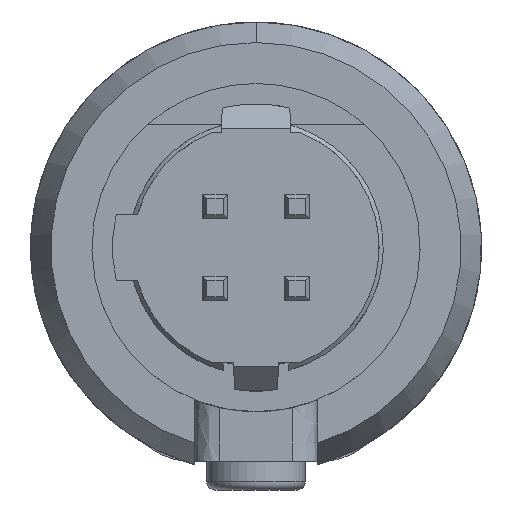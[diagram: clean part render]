
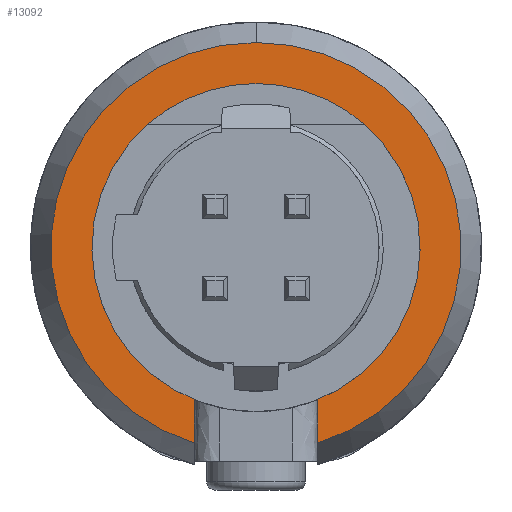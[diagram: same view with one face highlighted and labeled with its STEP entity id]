
A CAD part, front view. The second image highlights one B-rep face of the part: STEP entity #13092.
In plain terms, the highlighted planar face has unit normal (0, -1, 0).
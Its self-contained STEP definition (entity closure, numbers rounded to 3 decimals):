
#410 = CIRCLE ( 'NONE', #12261, 2. ) ;
#446 = AXIS2_PLACEMENT_3D ( 'NONE', #6497, #3752, #2634 ) ;
#546 = CARTESIAN_POINT ( 'NONE',  ( -0.51, 7.7, -1.303 ) ) ;
#591 = VECTOR ( 'NONE', #8940, 1000. ) ;
#1384 = CARTESIAN_POINT ( 'NONE',  ( 0.51, 7.7, -1.956 ) ) ;
#1411 = DIRECTION ( 'NONE',  ( 0., 1., 0. ) ) ;
#1511 = CIRCLE ( 'NONE', #15947, 2.5 ) ;
#1730 = VERTEX_POINT ( 'NONE', #8972 ) ;
#1836 = CARTESIAN_POINT ( 'NONE',  ( 0.75, 7.7, 0.395 ) ) ;
#2376 = CARTESIAN_POINT ( 'NONE',  ( 0., 7.7, 0. ) ) ;
#2388 = CARTESIAN_POINT ( 'NONE',  ( -0.75, 7.7, 0.395 ) ) ;
#2493 = EDGE_CURVE ( 'NONE', #9221, #1730, #12207, .T. ) ;
#2500 = AXIS2_PLACEMENT_3D ( 'NONE', #2540, #7467, #8598 ) ;
#2540 = CARTESIAN_POINT ( 'NONE',  ( 0., 7.7, 2.5 ) ) ;
#2634 = DIRECTION ( 'NONE',  ( 0., 0., 1. ) ) ;
#2750 = CARTESIAN_POINT ( 'NONE',  ( 0.75, 7.7, -1.854 ) ) ;
#2986 = EDGE_CURVE ( 'NONE', #9221, #4061, #13690, .T. ) ;
#3280 = EDGE_CURVE ( 'NONE', #14305, #10603, #13435, .T. ) ;
#3617 = CARTESIAN_POINT ( 'NONE',  ( -0.51, 7.7, -1.934 ) ) ;
#3752 = DIRECTION ( 'NONE',  ( 0., 1., 0. ) ) ;
#3756 = VERTEX_POINT ( 'NONE', #8228 ) ;
#3846 = DIRECTION ( 'NONE',  ( 0., 0., -1. ) ) ;
#4061 = VERTEX_POINT ( 'NONE', #8287 ) ;
#4281 = VECTOR ( 'NONE', #5057, 1000. ) ;
#4437 = ORIENTED_EDGE ( 'NONE', *, *, #3280, .F. ) ;
#4514 = AXIS2_PLACEMENT_3D ( 'NONE', #10151, #12357, #3846 ) ;
#4639 = EDGE_CURVE ( 'NONE', #8662, #3756, #11618, .T. ) ;
#4691 = DIRECTION ( 'NONE',  ( 0., 0., 1. ) ) ;
#5057 = DIRECTION ( 'NONE',  ( 0., 0., -1. ) ) ;
#6010 = VERTEX_POINT ( 'NONE', #3617 ) ;
#6141 = ORIENTED_EDGE ( 'NONE', *, *, #12327, .F. ) ;
#6399 = FACE_OUTER_BOUND ( 'NONE', #15789, .T. ) ;
#6497 = CARTESIAN_POINT ( 'NONE',  ( 0., 7.7, 0. ) ) ;
#6938 = ORIENTED_EDGE ( 'NONE', *, *, #2986, .F. ) ;
#7230 = DIRECTION ( 'NONE',  ( 0., 0., -1. ) ) ;
#7467 = DIRECTION ( 'NONE',  ( 0., 1., 0. ) ) ;
#7940 = VECTOR ( 'NONE', #14506, 1000. ) ;
#8228 = CARTESIAN_POINT ( 'NONE',  ( 0.75, 7.7, -2.385 ) ) ;
#8287 = CARTESIAN_POINT ( 'NONE',  ( -0.51, 7.7, -1.325 ) ) ;
#8562 = ORIENTED_EDGE ( 'NONE', *, *, #15228, .T. ) ;
#8598 = DIRECTION ( 'NONE',  ( 0., 0., 1. ) ) ;
#8662 = VERTEX_POINT ( 'NONE', #2750 ) ;
#8753 = PLANE ( 'NONE',  #2500 ) ;
#8940 = DIRECTION ( 'NONE',  ( 0., 0., -1. ) ) ;
#8972 = CARTESIAN_POINT ( 'NONE',  ( 0.51, 7.7, -1.934 ) ) ;
#9088 = EDGE_CURVE ( 'NONE', #6010, #4061, #10444, .T. ) ;
#9221 = VERTEX_POINT ( 'NONE', #14246 ) ;
#9381 = EDGE_CURVE ( 'NONE', #8662, #1730, #410, .T. ) ;
#10072 = DIRECTION ( 'NONE',  ( -1., 0., 0. ) ) ;
#10151 = CARTESIAN_POINT ( 'NONE',  ( 0., 7.7, 0. ) ) ;
#10444 = LINE ( 'NONE', #546, #15089 ) ;
#10593 = ORIENTED_EDGE ( 'NONE', *, *, #11281, .T. ) ;
#10603 = VERTEX_POINT ( 'NONE', #11128 ) ;
#10942 = DIRECTION ( 'NONE',  ( 0., -1., 0. ) ) ;
#11128 = CARTESIAN_POINT ( 'NONE',  ( -0.75, 7.7, -2.385 ) ) ;
#11268 = CIRCLE ( 'NONE', #446, 2. ) ;
#11281 = EDGE_CURVE ( 'NONE', #3756, #13375, #15638, .T. ) ;
#11294 = CARTESIAN_POINT ( 'NONE',  ( -0.532, 7.7, -1.325 ) ) ;
#11562 = VECTOR ( 'NONE', #10072, 1000. ) ;
#11618 = LINE ( 'NONE', #1836, #591 ) ;
#12207 = LINE ( 'NONE', #1384, #4281 ) ;
#12261 = AXIS2_PLACEMENT_3D ( 'NONE', #2376, #1411, #4691 ) ;
#12327 = EDGE_CURVE ( 'NONE', #6010, #14305, #11268, .T. ) ;
#12357 = DIRECTION ( 'NONE',  ( 0., -1., 0. ) ) ;
#12449 = ORIENTED_EDGE ( 'NONE', *, *, #9088, .T. ) ;
#12537 = CARTESIAN_POINT ( 'NONE',  ( 0., 7.7, 2.5 ) ) ;
#12876 = ORIENTED_EDGE ( 'NONE', *, *, #2493, .T. ) ;
#12886 = DIRECTION ( 'NONE',  ( 0., 0., 1. ) ) ;
#13092 = ADVANCED_FACE ( 'NONE', ( #6399 ), #8753, .F. ) ;
#13375 = VERTEX_POINT ( 'NONE', #12537 ) ;
#13435 = LINE ( 'NONE', #2388, #7940 ) ;
#13690 = LINE ( 'NONE', #11294, #11562 ) ;
#13819 = ORIENTED_EDGE ( 'NONE', *, *, #9381, .F. ) ;
#14246 = CARTESIAN_POINT ( 'NONE',  ( 0.51, 7.7, -1.325 ) ) ;
#14305 = VERTEX_POINT ( 'NONE', #14402 ) ;
#14402 = CARTESIAN_POINT ( 'NONE',  ( -0.75, 7.7, -1.854 ) ) ;
#14506 = DIRECTION ( 'NONE',  ( 0., 0., -1. ) ) ;
#15012 = ORIENTED_EDGE ( 'NONE', *, *, #4639, .T. ) ;
#15089 = VECTOR ( 'NONE', #12886, 1000. ) ;
#15228 = EDGE_CURVE ( 'NONE', #13375, #10603, #1511, .T. ) ;
#15638 = CIRCLE ( 'NONE', #4514, 2.5 ) ;
#15789 = EDGE_LOOP ( 'NONE', ( #4437, #6141, #12449, #6938, #12876, #13819, #15012, #10593, #8562 ) ) ;
#15947 = AXIS2_PLACEMENT_3D ( 'NONE', #15956, #10942, #7230 ) ;
#15956 = CARTESIAN_POINT ( 'NONE',  ( 0., 7.7, 0. ) ) ;
